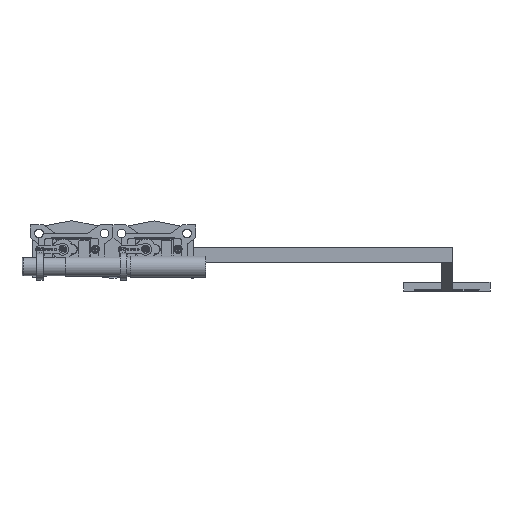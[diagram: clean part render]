
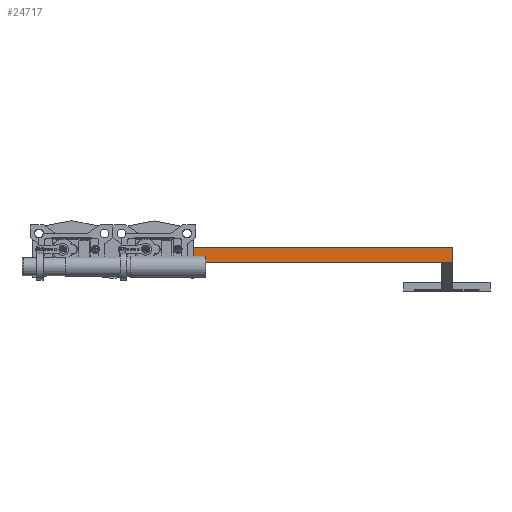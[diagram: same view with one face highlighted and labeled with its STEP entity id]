
A CAD part, left-side view. The second image highlights one B-rep face of the part: STEP entity #24717.
In plain terms, the highlighted planar face has unit normal (-1, 0, 0).
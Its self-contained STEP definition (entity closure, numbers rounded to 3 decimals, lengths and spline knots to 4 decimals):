
#2012=PLANE('',#26831);
#4251=LINE('',#48240,#6496);
#4252=LINE('',#48242,#6497);
#4253=LINE('',#48244,#6498);
#4254=LINE('',#48245,#6499);
#6496=VECTOR('',#32975,0.3937);
#6497=VECTOR('',#32976,0.3937);
#6498=VECTOR('',#32977,0.3937);
#6499=VECTOR('',#32978,0.3937);
#7917=FACE_OUTER_BOUND('',#9247,.T.);
#9247=EDGE_LOOP('',(#23513,#23514,#23515,#23516));
#12652=VERTEX_POINT('',#48238);
#12653=VERTEX_POINT('',#48239);
#12654=VERTEX_POINT('',#48241);
#12655=VERTEX_POINT('',#48243);
#16275=EDGE_CURVE('',#12652,#12653,#4251,.T.);
#16276=EDGE_CURVE('',#12652,#12654,#4252,.T.);
#16277=EDGE_CURVE('',#12655,#12654,#4253,.T.);
#16278=EDGE_CURVE('',#12653,#12655,#4254,.T.);
#23513=ORIENTED_EDGE('',*,*,#16275,.F.);
#23514=ORIENTED_EDGE('',*,*,#16276,.T.);
#23515=ORIENTED_EDGE('',*,*,#16277,.F.);
#23516=ORIENTED_EDGE('',*,*,#16278,.F.);
#24717=ADVANCED_FACE('',(#7917),#2012,.T.);
#26831=AXIS2_PLACEMENT_3D('',#48237,#32973,#32974);
#32973=DIRECTION('center_axis',(-1.,0.,0.));
#32974=DIRECTION('ref_axis',(0.,0.,-1.));
#32975=DIRECTION('',(0.,0.,1.));
#32976=DIRECTION('',(0.,-1.,0.));
#32977=DIRECTION('',(0.,0.,-1.));
#32978=DIRECTION('',(0.,-1.,0.));
#48237=CARTESIAN_POINT('Origin',(1.1984,0.2804,0.4425));
#48238=CARTESIAN_POINT('',(1.1984,0.2804,0.0925));
#48239=CARTESIAN_POINT('',(1.1984,0.2804,0.4425));
#48240=CARTESIAN_POINT('',(1.1984,0.2804,0.0925));
#48241=CARTESIAN_POINT('',(1.1984,-5.7196,0.0925));
#48242=CARTESIAN_POINT('',(1.1984,0.2804,0.0925));
#48243=CARTESIAN_POINT('',(1.1984,-5.7196,0.4425));
#48244=CARTESIAN_POINT('',(1.1984,-5.7196,0.0925));
#48245=CARTESIAN_POINT('',(1.1984,0.2804,0.4425));
